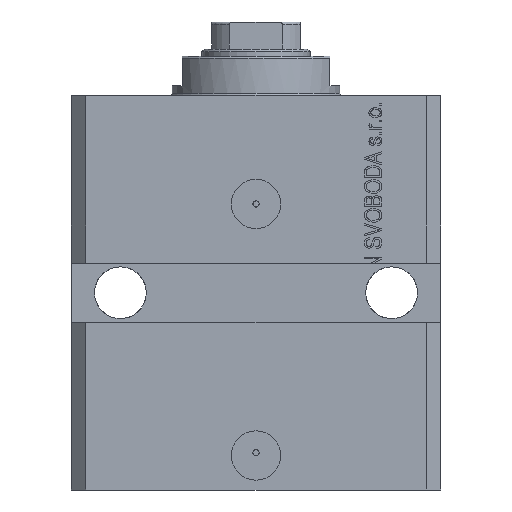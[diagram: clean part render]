
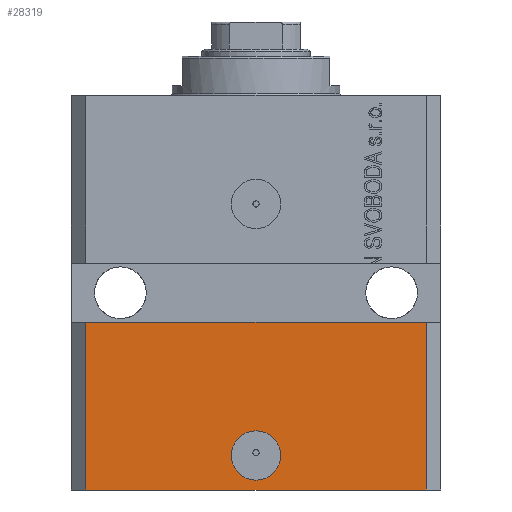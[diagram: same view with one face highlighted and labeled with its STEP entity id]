
A CAD part, front view. The second image highlights one B-rep face of the part: STEP entity #28319.
In plain terms, the highlighted planar face has unit normal (0, -1, 0).
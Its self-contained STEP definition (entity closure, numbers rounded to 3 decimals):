
#115 = CARTESIAN_POINT ( 'NONE',  ( -34.5, -27.5, -80. ) ) ;
#337 = DIRECTION ( 'NONE',  ( 0., -1., 0. ) ) ;
#417 = CARTESIAN_POINT ( 'NONE',  ( -34.5, -27.5, -46. ) ) ;
#2402 = EDGE_CURVE ( 'NONE', #24979, #2667, #41078, .T. ) ;
#2522 = CIRCLE ( 'NONE', #22439, 5. ) ;
#2667 = VERTEX_POINT ( 'NONE', #417 ) ;
#3310 = DIRECTION ( 'NONE',  ( 1., 0., 0. ) ) ;
#3949 = VECTOR ( 'NONE', #25085, 1000. ) ;
#4297 = CARTESIAN_POINT ( 'NONE',  ( -34.5, -27.5, -80. ) ) ;
#8122 = EDGE_CURVE ( 'NONE', #31543, #35797, #2522, .T. ) ;
#9053 = CARTESIAN_POINT ( 'NONE',  ( 34.5, -27.5, -80. ) ) ;
#9630 = ORIENTED_EDGE ( 'NONE', *, *, #2402, .F. ) ;
#10197 = VECTOR ( 'NONE', #3310, 1000. ) ;
#10630 = CARTESIAN_POINT ( 'NONE',  ( 5., -27.5, -73. ) ) ;
#11630 = LINE ( 'NONE', #20773, #34678 ) ;
#12606 = EDGE_CURVE ( 'NONE', #28584, #43720, #21965, .T. ) ;
#12791 = EDGE_LOOP ( 'NONE', ( #18786, #9630, #17735, #15539 ) ) ;
#13927 = CARTESIAN_POINT ( 'NONE',  ( 34.5, -27.5, -46. ) ) ;
#15428 = CARTESIAN_POINT ( 'NONE',  ( 0., -27.5, -73. ) ) ;
#15539 = ORIENTED_EDGE ( 'NONE', *, *, #12606, .T. ) ;
#16001 = DIRECTION ( 'NONE',  ( 0., -1., 0. ) ) ;
#16898 = EDGE_CURVE ( 'NONE', #24979, #28584, #11630, .T. ) ;
#17433 = DIRECTION ( 'NONE',  ( 1., 0., 0. ) ) ;
#17648 = CARTESIAN_POINT ( 'NONE',  ( -34.5, -27.5, -80. ) ) ;
#17735 = ORIENTED_EDGE ( 'NONE', *, *, #16898, .T. ) ;
#18503 = AXIS2_PLACEMENT_3D ( 'NONE', #115, #337, #37338 ) ;
#18765 = DIRECTION ( 'NONE',  ( 0., -1., 0. ) ) ;
#18786 = ORIENTED_EDGE ( 'NONE', *, *, #41152, .F. ) ;
#20391 = FACE_BOUND ( 'NONE', #31730, .T. ) ;
#20428 = CARTESIAN_POINT ( 'NONE',  ( 0., -27.5, -73. ) ) ;
#20773 = CARTESIAN_POINT ( 'NONE',  ( -34.5, -27.5, -80. ) ) ;
#21965 = LINE ( 'NONE', #9053, #3949 ) ;
#22439 = AXIS2_PLACEMENT_3D ( 'NONE', #15428, #18765, #35484 ) ;
#23706 = VECTOR ( 'NONE', #31057, 1000. ) ;
#24979 = VERTEX_POINT ( 'NONE', #17648 ) ;
#25085 = DIRECTION ( 'NONE',  ( 0., 0., 1. ) ) ;
#26690 = ORIENTED_EDGE ( 'NONE', *, *, #42260, .F. ) ;
#27298 = FACE_OUTER_BOUND ( 'NONE', #12791, .T. ) ;
#27894 = CARTESIAN_POINT ( 'NONE',  ( 34.5, -27.5, -80. ) ) ;
#27995 = AXIS2_PLACEMENT_3D ( 'NONE', #20428, #16001, #29816 ) ;
#28319 = ADVANCED_FACE ( 'NONE', ( #20391, #27298 ), #44020, .T. ) ;
#28584 = VERTEX_POINT ( 'NONE', #27894 ) ;
#28876 = CARTESIAN_POINT ( 'NONE',  ( -5., -27.5, -73. ) ) ;
#29816 = DIRECTION ( 'NONE',  ( 1., 0., 0. ) ) ;
#30286 = LINE ( 'NONE', #33847, #10197 ) ;
#31057 = DIRECTION ( 'NONE',  ( 0., 0., 1. ) ) ;
#31543 = VERTEX_POINT ( 'NONE', #28876 ) ;
#31730 = EDGE_LOOP ( 'NONE', ( #26690, #36721 ) ) ;
#33847 = CARTESIAN_POINT ( 'NONE',  ( -37.5, -27.5, -46. ) ) ;
#34678 = VECTOR ( 'NONE', #17433, 1000. ) ;
#35484 = DIRECTION ( 'NONE',  ( 1., 0., 0. ) ) ;
#35797 = VERTEX_POINT ( 'NONE', #10630 ) ;
#36721 = ORIENTED_EDGE ( 'NONE', *, *, #8122, .F. ) ;
#37338 = DIRECTION ( 'NONE',  ( 0., 0., -1. ) ) ;
#40819 = CIRCLE ( 'NONE', #27995, 5. ) ;
#41078 = LINE ( 'NONE', #4297, #23706 ) ;
#41152 = EDGE_CURVE ( 'NONE', #2667, #43720, #30286, .T. ) ;
#42260 = EDGE_CURVE ( 'NONE', #35797, #31543, #40819, .T. ) ;
#43720 = VERTEX_POINT ( 'NONE', #13927 ) ;
#44020 = PLANE ( 'NONE',  #18503 ) ;
